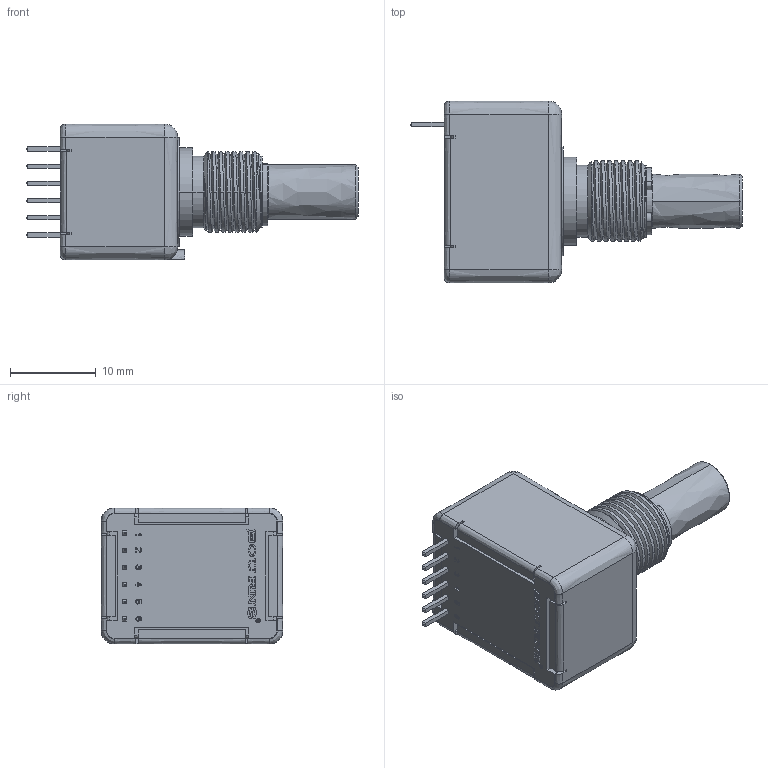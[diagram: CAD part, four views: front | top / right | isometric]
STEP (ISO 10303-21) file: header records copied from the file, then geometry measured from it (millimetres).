
FILE_DESCRIPTION((''),'2;1');
FILE_NAME('03180-33000','2008-11-14T',('RICKB'),('Bourns, Inc.'),'PRO/ENGINEER BY PARAMETRIC TECHNOLOGY CORPORATION, 2004320','PRO/ENGINEER BY PARAMETRIC TECHNOLOGY CORPORATION, 2004320','');
FILE_SCHEMA(('AUTOMOTIVE_DESIGN_CC2 { 1 2 10303 214 -1 1 5 2 }'));
Length unit declared in the file: inch
Products named in the file (1): 03180-33000
Bounding box: 38.76 x 21.21 x 15.88 mm (x, y, z)
Volume: 5562.6 mm3; surface area: 2537.1 mm2
Topology: 1 solids, 2 shells, 594 faces, 1626 edges, 1064 vertices
Faces by surface type: bspline 594
Entity records: 27282 total; most frequent: CARTESIAN_POINT 9118, ORIENTED_EDGE 3252, DIRECTION 1781, PRESENTATION_STYLE_ASSIGNMENT 1627, STYLED_ITEM 1627, CURVE_STYLE 1626, EDGE_CURVE 1626, VECTOR 1367
